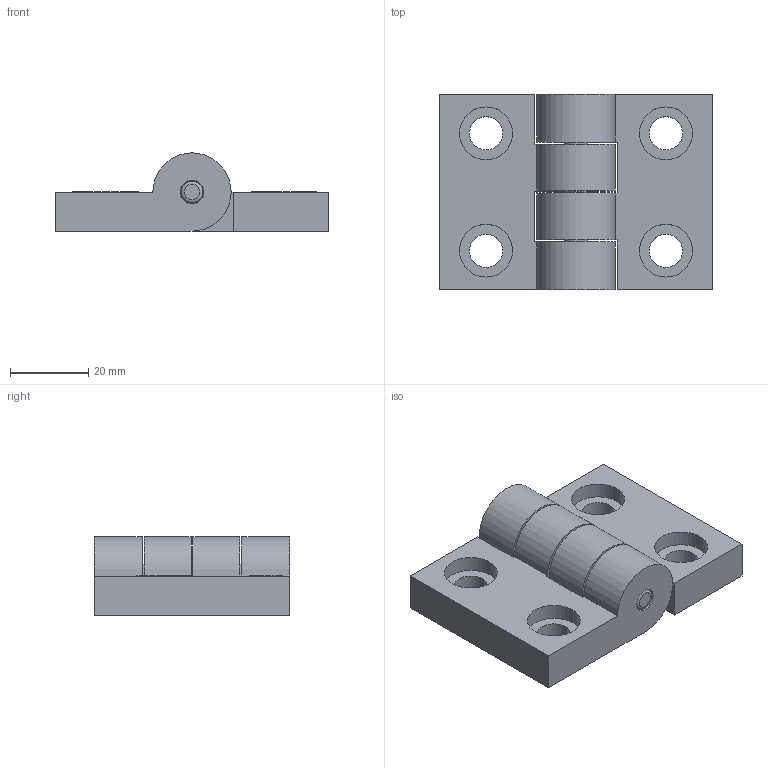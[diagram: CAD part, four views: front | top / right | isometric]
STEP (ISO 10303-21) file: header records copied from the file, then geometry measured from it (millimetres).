
FILE_DESCRIPTION(/* description */ (''),/* implementation_level */ '2;1');
FILE_NAME(/* name */ '604545.8.stp',/* time_stamp */ '2014-03-15T10:58:08+01:00',/* author */ ('jank'),/* organization */ ('Alutec K&K'),/* preprocessor_version */ 'ST-DEVELOPER v15.2',/* originating_system */ 'Autodesk Inventor 2014',/* authorisation */ '');
FILE_SCHEMA (('AUTOMOTIVE_DESIGN { 1 0 10303 214 3 1 1 }'));
Length unit declared in the file: millimetre
Products named in the file (1): 604545.8
Bounding box: 70 x 50 x 20 mm (x, y, z)
Volume: 37355.2 mm3; surface area: 15510.8 mm2
Topology: 3 solids, 3 shells, 135 faces, 380 edges, 255 vertices
Faces by surface type: plane 116, cylinder 17, torus 2
Full cylindrical faces by diameter (mm): 6 x5, 8.5 x4, 13.5 x4
Entity records: 4587 total; most frequent: CARTESIAN_POINT 1160, ORIENTED_EDGE 714, DIRECTION 664, EDGE_CURVE 357, VERTEX_POINT 247, AXIS2_PLACEMENT_3D 231, LINE 202, VECTOR 202
